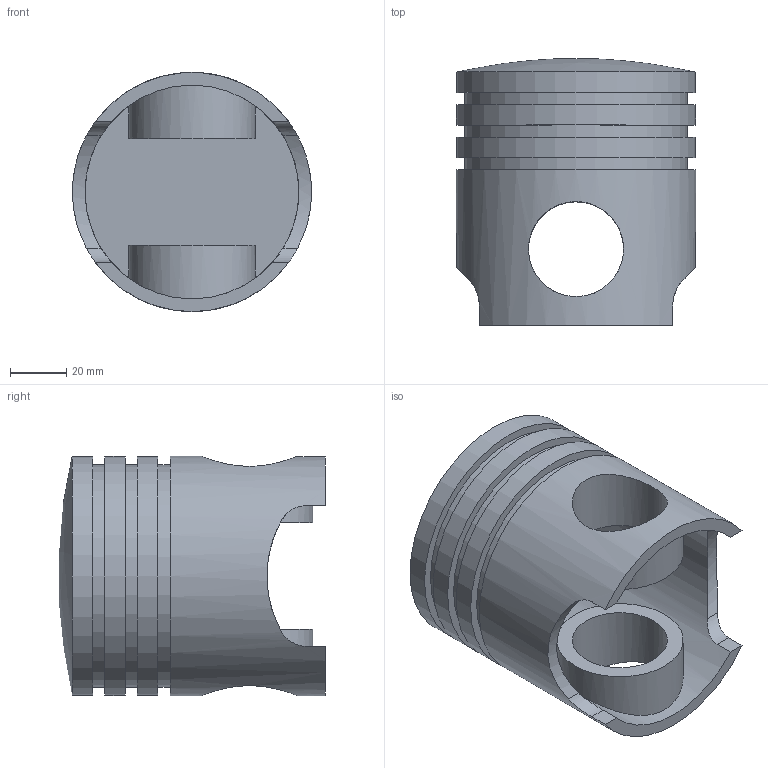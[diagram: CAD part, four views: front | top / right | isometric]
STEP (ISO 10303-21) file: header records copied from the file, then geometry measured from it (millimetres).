
FILE_DESCRIPTION (( 'STEP AP214' ), '1' );
FILE_NAME ('Part1. Piston.STEP', '2025-02-20T13:27:06', ( '' ), ( '' ), 'SwSTEP 2.0', 'SolidWorks 2025', '' );
FILE_SCHEMA (( 'AUTOMOTIVE_DESIGN' ));
Length unit declared in the file: millimetre
Products named in the file (1): Part1. Piston
Bounding box: 85 x 94.8 x 85 mm (x, y, z)
Volume: 135053.6 mm3; surface area: 61836.2 mm2
Topology: 1 solids, 1 shells, 34 faces, 79 edges, 53 vertices
Faces by surface type: cylinder 17, plane 15, sphere 1, bspline 1
Full cylindrical faces by diameter (mm): 33.8 x2, 45 x2, 76 x1, 79 x3, 85 x4
Entity records: 1524 total; most frequent: CARTESIAN_POINT 827, DIRECTION 132, ORIENTED_EDGE 116, EDGE_LOOP 58, EDGE_CURVE 58, AXIS2_PLACEMENT_3D 56, VERTEX_POINT 46, FACE_OUTER_BOUND 46
